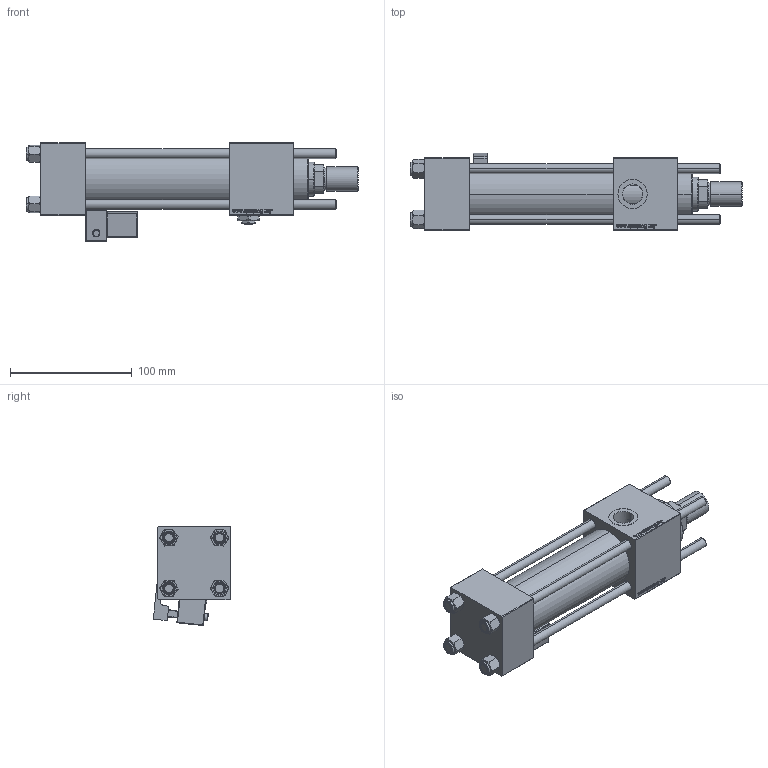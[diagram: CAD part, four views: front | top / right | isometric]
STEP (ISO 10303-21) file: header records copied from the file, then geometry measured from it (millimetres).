
FILE_DESCRIPTION (( 'STEP AP203' ), '1' );
FILE_NAME ('be3a.STEP', '2022-04-29T11:38:36', ( '' ), ( '' ), 'SwSTEP 2.0', 'SolidWorks 2019', '' );
FILE_SCHEMA (( 'CONFIG_CONTROL_DESIGN' ));
Length unit declared in the file: millimetre
Products named in the file (9): NUT_M5_B 713f838b52fbb5db50b66b7cf64a0f0e; V215CR_B-1 713f838b52fbb5db50b66b7cf64a0f0e; V215_VC_A 713f838b52fbb5db50b66b7cf64a0f0e; V215CR_MSU 713f838b52fbb5db50b66b7cf64a0f0e; V215CR_B_TYCINKA 713f838b52fbb5db50b66b7cf64a0f0e; ROD_END_AH 713f838b52fbb5db50b66b7cf64a0f0e; V215CR_VCP_B 713f838b52fbb5db50b66b7cf64a0f0e; be3a; Zatka_pro_OIL_PORT 713f838b52fbb5db50b66b7cf64a0f0e
Assembly tree (14 placements, depth 2):
  be3a
    V215CR_B-1 713f838b52fbb5db50b66b7cf64a0f0e
    V215CR_VCP_B 713f838b52fbb5db50b66b7cf64a0f0e
    NUT_M5_B 713f838b52fbb5db50b66b7cf64a0f0e  x4
    V215CR_B_TYCINKA 713f838b52fbb5db50b66b7cf64a0f0e  x4
    V215_VC_A 713f838b52fbb5db50b66b7cf64a0f0e
    ROD_END_AH 713f838b52fbb5db50b66b7cf64a0f0e
    V215CR_MSU 713f838b52fbb5db50b66b7cf64a0f0e
    Zatka_pro_OIL_PORT 713f838b52fbb5db50b66b7cf64a0f0e
Bounding box: 273 x 63.58 x 81.31 mm (x, y, z)
Volume: 535947.6 mm3; surface area: 157385.8 mm2
Topology: 14 solids, 14 shells, 1303 faces, 3272 edges, 2097 vertices
Faces by surface type: bspline 504, plane 491, cone 160, cylinder 120, torus 16, sphere 12
Entity records: 61361 total; most frequent: CARTESIAN_POINT 35056, ORIENTED_EDGE 6012, DIRECTION 3614, EDGE_CURVE 3006, VERTEX_POINT 1953, LINE 1596, VECTOR 1596, EDGE_LOOP 1317
